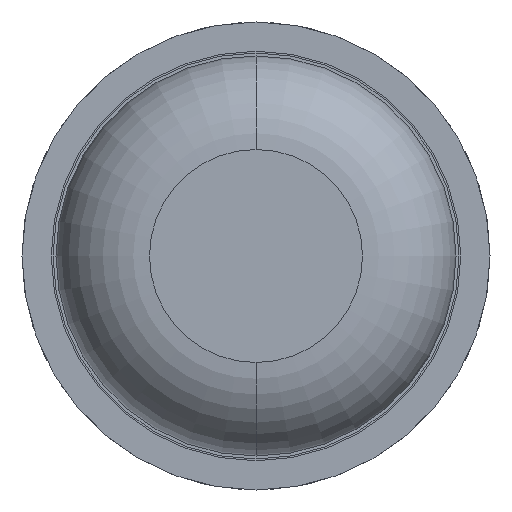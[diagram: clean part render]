
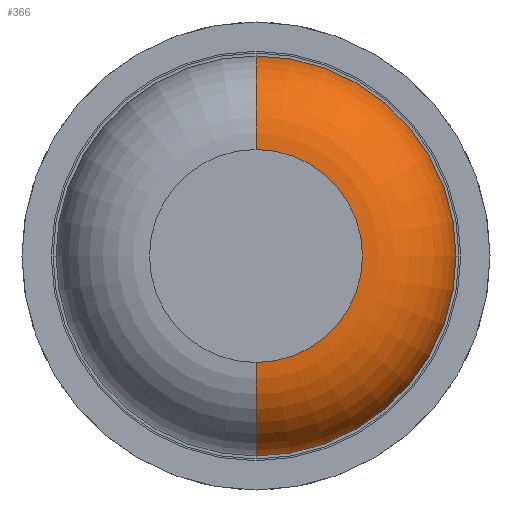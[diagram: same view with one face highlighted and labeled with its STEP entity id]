
A CAD part, front view. The second image highlights one B-rep face of the part: STEP entity #366.
In plain terms, the highlighted toroidal (fillet/blend) face has major radius 0.91 mm and minor radius 0.8 mm.
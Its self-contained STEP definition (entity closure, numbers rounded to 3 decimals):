
#29 = FACE_OUTER_BOUND ( 'NONE', #352, .T. ) ;
#35 = ORIENTED_EDGE ( 'NONE', *, *, #1745, .F. ) ;
#76 = DIRECTION ( 'NONE',  ( 0., 0., 1. ) ) ;
#105 = DIRECTION ( 'NONE',  ( 0., 0., -1. ) ) ;
#112 = CARTESIAN_POINT ( 'NONE',  ( 0., -30., 0.91 ) ) ;
#121 = DIRECTION ( 'NONE',  ( 0., 1., 0. ) ) ;
#182 = AXIS2_PLACEMENT_3D ( 'NONE', #551, #121, #718 ) ;
#195 = CARTESIAN_POINT ( 'NONE',  ( 0., -29.2, -1.71 ) ) ;
#219 = DIRECTION ( 'NONE',  ( 0., -1., 0. ) ) ;
#228 = CARTESIAN_POINT ( 'NONE',  ( 0., -29.2, 0. ) ) ;
#231 = CIRCLE ( 'NONE', #1419, 1.71 ) ;
#317 = ORIENTED_EDGE ( 'NONE', *, *, #867, .T. ) ;
#352 = EDGE_LOOP ( 'NONE', ( #857, #317, #1330, #35 ) ) ;
#366 = ADVANCED_FACE ( 'Defeature ausgef�hrt1_10', ( #29 ), #1434, .T. ) ;
#509 = DIRECTION ( 'NONE',  ( 0., 1., 0. ) ) ;
#551 = CARTESIAN_POINT ( 'NONE',  ( 0., -29.2, 0. ) ) ;
#644 = AXIS2_PLACEMENT_3D ( 'NONE', #806, #1274, #1291 ) ;
#718 = DIRECTION ( 'NONE',  ( 0., 0., 1. ) ) ;
#746 = CARTESIAN_POINT ( 'NONE',  ( 0., -30., -0.91 ) ) ;
#806 = CARTESIAN_POINT ( 'NONE',  ( 0., -29.2, 0.91 ) ) ;
#857 = ORIENTED_EDGE ( 'NONE', *, *, #1783, .F. ) ;
#867 = EDGE_CURVE ( 'NONE', #1306, #1615, #1836, .T. ) ;
#871 = CARTESIAN_POINT ( 'NONE',  ( 0., -29.2, -0.91 ) ) ;
#902 = VERTEX_POINT ( 'NONE', #112 ) ;
#962 = CARTESIAN_POINT ( 'NONE',  ( 0., -30., 0. ) ) ;
#1032 = EDGE_CURVE ( 'Defeature ausgef�hrt1_2+Defeature ausgef�hrt1_10+Defeature ausgef�hrt1_10+Defeature ausgef�hrt1_10', #1830, #1615, #231, .T. ) ;
#1135 = CARTESIAN_POINT ( 'NONE',  ( 0., -29.2, 1.71 ) ) ;
#1215 = CIRCLE ( 'NONE', #1891, 0.91 ) ;
#1274 = DIRECTION ( 'NONE',  ( -1., 0., 0. ) ) ;
#1291 = DIRECTION ( 'NONE',  ( 0., 0., 1. ) ) ;
#1306 = VERTEX_POINT ( 'NONE', #746 ) ;
#1330 = ORIENTED_EDGE ( 'NONE', *, *, #1032, .F. ) ;
#1419 = AXIS2_PLACEMENT_3D ( 'NONE', #228, #509, #1571 ) ;
#1434 = TOROIDAL_SURFACE ( 'NONE', #182, 0.91, 0.8 ) ;
#1478 = CIRCLE ( 'NONE', #644, 0.8 ) ;
#1571 = DIRECTION ( 'NONE',  ( 0., 0., 1. ) ) ;
#1573 = AXIS2_PLACEMENT_3D ( 'NONE', #871, #1908, #105 ) ;
#1615 = VERTEX_POINT ( 'NONE', #195 ) ;
#1745 = EDGE_CURVE ( 'NONE', #902, #1830, #1478, .T. ) ;
#1783 = EDGE_CURVE ( 'Defeature ausgef�hrt1_0+Defeature ausgef�hrt1_10+Defeature ausgef�hrt1_10+Defeature ausgef�hrt1_10', #1306, #902, #1215, .T. ) ;
#1830 = VERTEX_POINT ( 'NONE', #1135 ) ;
#1836 = CIRCLE ( 'NONE', #1573, 0.8 ) ;
#1891 = AXIS2_PLACEMENT_3D ( 'NONE', #962, #219, #76 ) ;
#1908 = DIRECTION ( 'NONE',  ( 1., 0., 0. ) ) ;
